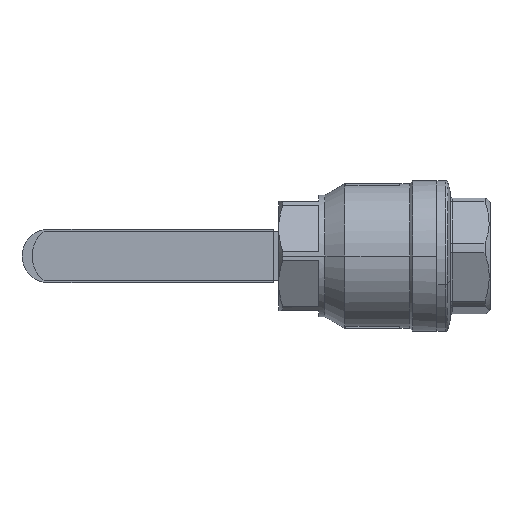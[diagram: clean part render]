
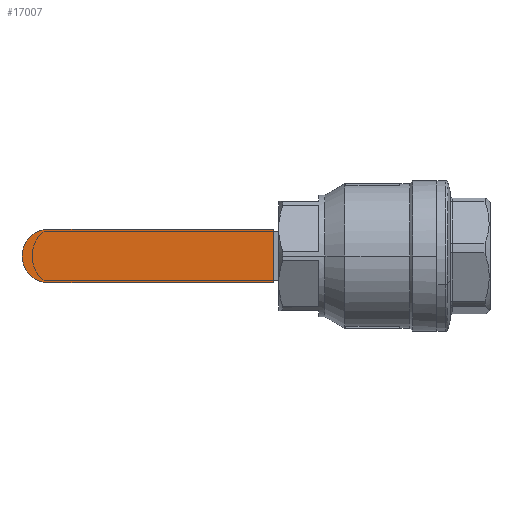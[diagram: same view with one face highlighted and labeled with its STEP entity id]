
A CAD part, front view. The second image highlights one B-rep face of the part: STEP entity #17007.
In plain terms, the highlighted planar face has unit normal (0, -1, 0).
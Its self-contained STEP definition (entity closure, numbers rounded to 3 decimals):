
#1455 = AXIS2_PLACEMENT_3D ( 'NONE', #3762, #3742, #3733 ) ;
#1869 = AXIS2_PLACEMENT_3D ( 'NONE', #10819, #10828, #10801 ) ;
#3733 = DIRECTION ( 'NONE',  ( 0., 0., 1. ) ) ;
#3742 = DIRECTION ( 'NONE',  ( 0., 1., 0. ) ) ;
#3759 = PLANE ( 'NONE',  #1455 ) ;
#3762 = CARTESIAN_POINT ( 'NONE',  ( 52.002, -1., 0. ) ) ;
#5511 = LINE ( 'NONE', #10611, #5535 ) ;
#5535 = VECTOR ( 'NONE', #10646, 1000. ) ;
#5541 = VECTOR ( 'NONE', #10477, 1000. ) ;
#5554 = LINE ( 'NONE', #10464, #5541 ) ;
#5589 = LINE ( 'NONE', #10708, #5632 ) ;
#5619 = CIRCLE ( 'NONE', #1869, 13.5 ) ;
#5632 = VECTOR ( 'NONE', #10726, 1000. ) ;
#7560 = CARTESIAN_POINT ( 'NONE',  ( -60.498, -1., -13.5 ) ) ;
#7614 = CARTESIAN_POINT ( 'NONE',  ( 52.002, -1., 13.5 ) ) ;
#7669 = CARTESIAN_POINT ( 'NONE',  ( 52.002, -1., -13.5 ) ) ;
#7703 = CARTESIAN_POINT ( 'NONE',  ( -60.498, -1., 13.5 ) ) ;
#10464 = CARTESIAN_POINT ( 'NONE',  ( -60.498, -1., -12.5 ) ) ;
#10477 = DIRECTION ( 'NONE',  ( 0., 0., 1. ) ) ;
#10611 = CARTESIAN_POINT ( 'NONE',  ( -60.498, -1., -13.5 ) ) ;
#10646 = DIRECTION ( 'NONE',  ( -1., 0., 0. ) ) ;
#10708 = CARTESIAN_POINT ( 'NONE',  ( -60.498, -1., 13.5 ) ) ;
#10726 = DIRECTION ( 'NONE',  ( 1., 0., 0. ) ) ;
#10801 = DIRECTION ( 'NONE',  ( 0., 0., 1. ) ) ;
#10819 = CARTESIAN_POINT ( 'NONE',  ( 52.002, -1., 0. ) ) ;
#10828 = DIRECTION ( 'NONE',  ( 0., 1., 0. ) ) ;
#17007 = ADVANCED_FACE ( 'NONE', ( #23234 ), #3759, .F. ) ;
#19424 = VERTEX_POINT ( 'NONE', #7560 ) ;
#19426 = VERTEX_POINT ( 'NONE', #7614 ) ;
#19465 = VERTEX_POINT ( 'NONE', #7669 ) ;
#19516 = VERTEX_POINT ( 'NONE', #7703 ) ;
#20858 = EDGE_LOOP ( 'NONE', ( #21300, #21298, #21332, #21320 ) ) ;
#21298 = ORIENTED_EDGE ( 'NONE', *, *, #21995, .F. ) ;
#21300 = ORIENTED_EDGE ( 'NONE', *, *, #21962, .F. ) ;
#21320 = ORIENTED_EDGE ( 'NONE', *, *, #22022, .F. ) ;
#21332 = ORIENTED_EDGE ( 'NONE', *, *, #22043, .F. ) ;
#21962 = EDGE_CURVE ( 'NONE', #19424, #19516, #5554, .T. ) ;
#21995 = EDGE_CURVE ( 'NONE', #19465, #19424, #5511, .T. ) ;
#22022 = EDGE_CURVE ( 'NONE', #19516, #19426, #5589, .T. ) ;
#22043 = EDGE_CURVE ( 'NONE', #19426, #19465, #5619, .T. ) ;
#23234 = FACE_OUTER_BOUND ( 'NONE', #20858, .T. ) ;
